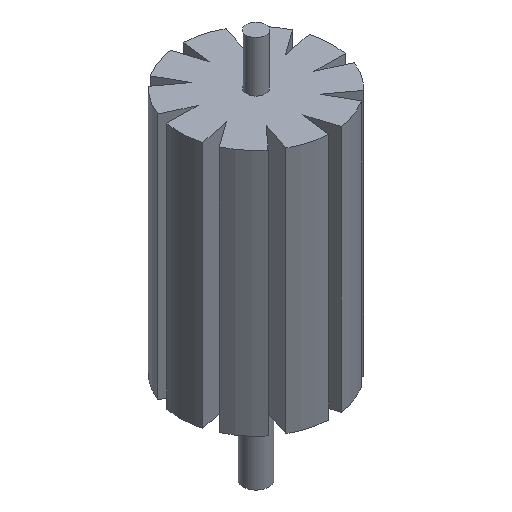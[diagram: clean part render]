
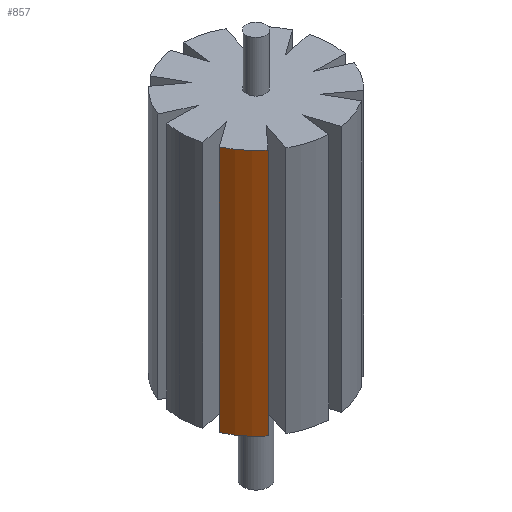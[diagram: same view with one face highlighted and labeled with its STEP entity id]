
A CAD part, isometric view. The second image highlights one B-rep face of the part: STEP entity #857.
In plain terms, the highlighted cylindrical face has radius 6 mm (diameter 12 mm), a partial arc.
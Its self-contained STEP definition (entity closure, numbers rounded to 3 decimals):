
#37 = ORIENTED_EDGE ( 'NONE', *, *, #737, .T. ) ;
#44 = CARTESIAN_POINT ( 'NONE',  ( 0., 0., 19.5 ) ) ;
#76 = CARTESIAN_POINT ( 'NONE',  ( -3.741, -4.691, 19.5 ) ) ;
#85 = FACE_OUTER_BOUND ( 'NONE', #862, .T. ) ;
#129 = EDGE_CURVE ( 'NONE', #884, #1223, #410, .T. ) ;
#130 = CARTESIAN_POINT ( 'NONE',  ( -5.432, -2.549, 0. ) ) ;
#200 = CARTESIAN_POINT ( 'NONE',  ( -3.741, -4.691, 19.5 ) ) ;
#271 = EDGE_CURVE ( 'NONE', #791, #1248, #1276, .T. ) ;
#272 = CARTESIAN_POINT ( 'NONE',  ( 0., 0., 19.5 ) ) ;
#340 = CARTESIAN_POINT ( 'NONE',  ( -5.432, -2.549, 19.5 ) ) ;
#410 = CIRCLE ( 'NONE', #1145, 6. ) ;
#472 = DIRECTION ( 'NONE',  ( 0., 0., 1. ) ) ;
#478 = CARTESIAN_POINT ( 'NONE',  ( 0., 0., 0. ) ) ;
#535 = DIRECTION ( 'NONE',  ( 1., 0., 0. ) ) ;
#544 = EDGE_CURVE ( 'NONE', #1223, #1248, #899, .T. ) ;
#568 = CYLINDRICAL_SURFACE ( 'NONE', #954, 6. ) ;
#673 = DIRECTION ( 'NONE',  ( -1., 0., 0. ) ) ;
#703 = AXIS2_PLACEMENT_3D ( 'NONE', #478, #472, #761 ) ;
#737 = EDGE_CURVE ( 'NONE', #884, #791, #949, .T. ) ;
#761 = DIRECTION ( 'NONE',  ( 1., 0., 0. ) ) ;
#767 = CARTESIAN_POINT ( 'NONE',  ( -5.432, -2.549, 19.5 ) ) ;
#772 = ORIENTED_EDGE ( 'NONE', *, *, #544, .F. ) ;
#791 = VERTEX_POINT ( 'NONE', #130 ) ;
#822 = VECTOR ( 'NONE', #1095, 1000. ) ;
#857 = ADVANCED_FACE ( 'NONE', ( #85 ), #568, .T. ) ;
#862 = EDGE_LOOP ( 'NONE', ( #1263, #37, #889, #772 ) ) ;
#884 = VERTEX_POINT ( 'NONE', #767 ) ;
#889 = ORIENTED_EDGE ( 'NONE', *, *, #271, .T. ) ;
#899 = LINE ( 'NONE', #200, #822 ) ;
#949 = LINE ( 'NONE', #340, #1166 ) ;
#954 = AXIS2_PLACEMENT_3D ( 'NONE', #272, #1280, #673 ) ;
#992 = CARTESIAN_POINT ( 'NONE',  ( -3.741, -4.691, 0. ) ) ;
#1042 = DIRECTION ( 'NONE',  ( 0., 0., -1. ) ) ;
#1095 = DIRECTION ( 'NONE',  ( 0., 0., -1. ) ) ;
#1145 = AXIS2_PLACEMENT_3D ( 'NONE', #44, #1153, #535 ) ;
#1153 = DIRECTION ( 'NONE',  ( 0., 0., 1. ) ) ;
#1166 = VECTOR ( 'NONE', #1042, 1000. ) ;
#1223 = VERTEX_POINT ( 'NONE', #76 ) ;
#1248 = VERTEX_POINT ( 'NONE', #992 ) ;
#1263 = ORIENTED_EDGE ( 'NONE', *, *, #129, .F. ) ;
#1276 = CIRCLE ( 'NONE', #703, 6. ) ;
#1280 = DIRECTION ( 'NONE',  ( 0., 0., -1. ) ) ;
